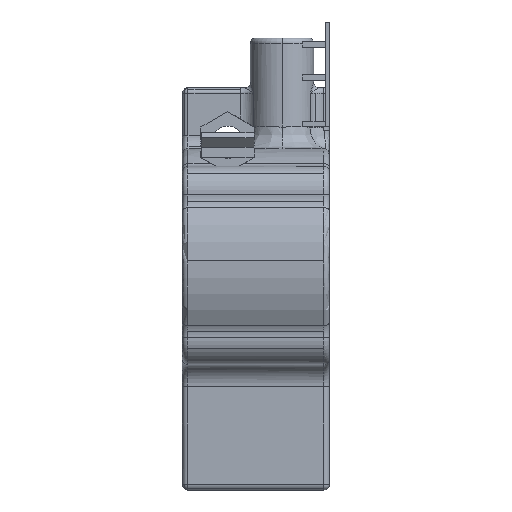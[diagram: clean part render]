
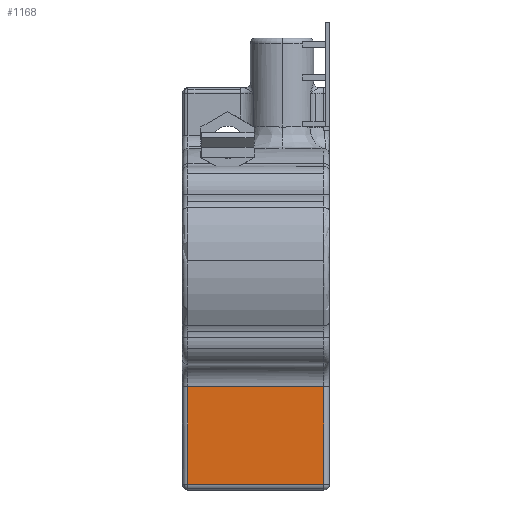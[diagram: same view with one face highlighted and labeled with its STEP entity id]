
A CAD part, left-side view. The second image highlights one B-rep face of the part: STEP entity #1168.
In plain terms, the highlighted planar face has unit normal (-1, 0, 0).
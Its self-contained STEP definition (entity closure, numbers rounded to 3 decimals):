
#1168=ADVANCED_FACE('',(#2356),#2357,.F.);
#2356=FACE_OUTER_BOUND('',#4998,.T.);
#2357=PLANE('',#4999);
#4998=EDGE_LOOP('',(#8416,#8417,#8418,#8419));
#4999=AXIS2_PLACEMENT_3D('',#8420,#8421,#8422);
#8416=ORIENTED_EDGE('',*,*,#9827,.F.);
#8417=ORIENTED_EDGE('',*,*,#10416,.F.);
#8418=ORIENTED_EDGE('',*,*,#9657,.F.);
#8419=ORIENTED_EDGE('',*,*,#10448,.F.);
#8420=CARTESIAN_POINT('',(-12.5,3.547,65.109));
#8421=DIRECTION('',(1.0,0.0,0.0));
#8422=DIRECTION('',(0.0,0.0,-1.0));
#9657=EDGE_CURVE('',#10698,#11411,#11412,.F.);
#9827=EDGE_CURVE('',#11124,#11685,#11686,.T.);
#10416=EDGE_CURVE('',#11411,#11124,#12498,.F.);
#10448=EDGE_CURVE('',#11685,#10698,#12533,.T.);
#10698=VERTEX_POINT('',#12800);
#11124=VERTEX_POINT('',#13641);
#11411=VERTEX_POINT('',#14109);
#11412=LINE('',#14110,#14111);
#11685=VERTEX_POINT('',#14574);
#11686=LINE('',#14575,#14576);
#12498=LINE('',#16050,#16051);
#12533=LINE('',#16109,#16110);
#12800=CARTESIAN_POINT('',(-12.5,12.797,58.871));
#13641=CARTESIAN_POINT('',(-12.5,-5.703,45.574));
#14109=CARTESIAN_POINT('',(-12.5,-5.703,58.871));
#14110=CARTESIAN_POINT('',(-12.5,3.547,58.871));
#14111=VECTOR('',#17089,10.0);
#14574=CARTESIAN_POINT('',(-12.5,12.797,45.574));
#14575=CARTESIAN_POINT('',(-12.5,3.547,45.574));
#14576=VECTOR('',#17350,10.0);
#16050=CARTESIAN_POINT('',(-12.5,-5.703,45.574));
#16051=VECTOR('',#18165,10.0);
#16109=CARTESIAN_POINT('',(-12.5,12.797,45.574));
#16110=VECTOR('',#18199,10.0);
#17089=DIRECTION('',(0.0,1.0,0.));
#17350=DIRECTION('',(0.0,1.0,0.0));
#18165=DIRECTION('',(0.0,0.,1.0));
#18199=DIRECTION('',(0.,0.,1.0));
